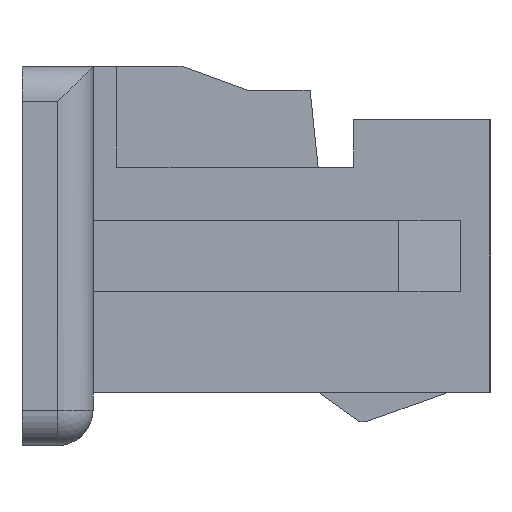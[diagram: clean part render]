
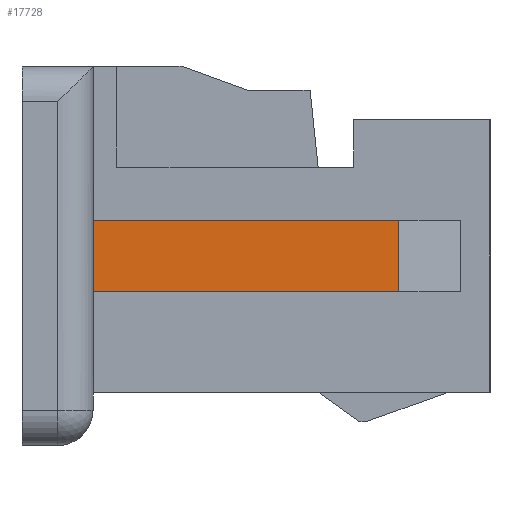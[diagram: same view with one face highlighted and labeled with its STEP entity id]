
A CAD part, left-side view. The second image highlights one B-rep face of the part: STEP entity #17728.
In plain terms, the highlighted planar face has unit normal (-1, 0, 0).
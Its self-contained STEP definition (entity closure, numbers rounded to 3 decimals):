
#14077 = PLANE('',#14078);
#14078 = AXIS2_PLACEMENT_3D('',#14079,#14080,#14081);
#14079 = CARTESIAN_POINT('',(7.1,1.375,-1.6));
#14080 = DIRECTION('',(0.,-1.,0.));
#14081 = DIRECTION('',(1.,0.,0.));
#15694 = VERTEX_POINT('',#15695);
#15695 = CARTESIAN_POINT('',(-7.4,1.375,0.3));
#15709 = PLANE('',#15710);
#15710 = AXIS2_PLACEMENT_3D('',#15711,#15712,#15713);
#15711 = CARTESIAN_POINT('',(0.,0.,0.3));
#15712 = DIRECTION('',(0.,0.,1.));
#15713 = DIRECTION('',(1.,0.,0.));
#15721 = EDGE_CURVE('',#15722,#15694,#15724,.T.);
#15722 = VERTEX_POINT('',#15723);
#15723 = CARTESIAN_POINT('',(-7.4,1.375,-0.3));
#15724 = SURFACE_CURVE('',#15725,(#15729,#15736),.PCURVE_S1.);
#15725 = LINE('',#15726,#15727);
#15726 = CARTESIAN_POINT('',(-7.4,1.375,-0.3));
#15727 = VECTOR('',#15728,1.);
#15728 = DIRECTION('',(0.,0.,1.));
#15729 = PCURVE('',#14077,#15730);
#15730 = DEFINITIONAL_REPRESENTATION('',(#15731),#15735);
#15731 = LINE('',#15732,#15733);
#15732 = CARTESIAN_POINT('',(-14.5,1.3));
#15733 = VECTOR('',#15734,1.);
#15734 = DIRECTION('',(0.,1.));
#15735 = ( GEOMETRIC_REPRESENTATION_CONTEXT(2) 
PARAMETRIC_REPRESENTATION_CONTEXT() REPRESENTATION_CONTEXT('2D SPACE',''
  ) );
#15736 = PCURVE('',#15737,#15742);
#15737 = PLANE('',#15738);
#15738 = AXIS2_PLACEMENT_3D('',#15739,#15740,#15741);
#15739 = CARTESIAN_POINT('',(-7.4,1.375,-0.3));
#15740 = DIRECTION('',(-1.,0.,0.));
#15741 = DIRECTION('',(0.,-1.,0.));
#15742 = DEFINITIONAL_REPRESENTATION('',(#15743),#15747);
#15743 = LINE('',#15744,#15745);
#15744 = CARTESIAN_POINT('',(0.,0.));
#15745 = VECTOR('',#15746,1.);
#15746 = DIRECTION('',(0.,1.));
#15747 = ( GEOMETRIC_REPRESENTATION_CONTEXT(2) 
PARAMETRIC_REPRESENTATION_CONTEXT() REPRESENTATION_CONTEXT('2D SPACE',''
  ) );
#15765 = PLANE('',#15766);
#15766 = AXIS2_PLACEMENT_3D('',#15767,#15768,#15769);
#15767 = CARTESIAN_POINT('',(0.,0.,-0.3));
#15768 = DIRECTION('',(0.,0.,1.));
#15769 = DIRECTION('',(1.,0.,0.));
#16316 = PLANE('',#16317);
#16317 = AXIS2_PLACEMENT_3D('',#16318,#16319,#16320);
#16318 = CARTESIAN_POINT('',(-7.4,-1.205,-0.3));
#16319 = DIRECTION('',(-0.866,-0.5,0.));
#16320 = DIRECTION('',(0.5,-0.866,0.));
#17511 = VERTEX_POINT('',#17512);
#17512 = CARTESIAN_POINT('',(-7.4,-1.205,0.3));
#17533 = EDGE_CURVE('',#15694,#17511,#17534,.T.);
#17534 = SURFACE_CURVE('',#17535,(#17539,#17546),.PCURVE_S1.);
#17535 = LINE('',#17536,#17537);
#17536 = CARTESIAN_POINT('',(-7.4,1.375,0.3));
#17537 = VECTOR('',#17538,1.);
#17538 = DIRECTION('',(0.,-1.,0.));
#17539 = PCURVE('',#15709,#17540);
#17540 = DEFINITIONAL_REPRESENTATION('',(#17541),#17545);
#17541 = LINE('',#17542,#17543);
#17542 = CARTESIAN_POINT('',(-7.4,1.375));
#17543 = VECTOR('',#17544,1.);
#17544 = DIRECTION('',(0.,-1.));
#17545 = ( GEOMETRIC_REPRESENTATION_CONTEXT(2) 
PARAMETRIC_REPRESENTATION_CONTEXT() REPRESENTATION_CONTEXT('2D SPACE',''
  ) );
#17546 = PCURVE('',#15737,#17547);
#17547 = DEFINITIONAL_REPRESENTATION('',(#17548),#17552);
#17548 = LINE('',#17549,#17550);
#17549 = CARTESIAN_POINT('',(0.,0.6));
#17550 = VECTOR('',#17551,1.);
#17551 = DIRECTION('',(1.,0.));
#17552 = ( GEOMETRIC_REPRESENTATION_CONTEXT(2) 
PARAMETRIC_REPRESENTATION_CONTEXT() REPRESENTATION_CONTEXT('2D SPACE',''
  ) );
#17609 = VERTEX_POINT('',#17610);
#17610 = CARTESIAN_POINT('',(-7.4,-1.205,-0.3));
#17631 = EDGE_CURVE('',#17609,#17511,#17632,.T.);
#17632 = SURFACE_CURVE('',#17633,(#17637,#17644),.PCURVE_S1.);
#17633 = LINE('',#17634,#17635);
#17634 = CARTESIAN_POINT('',(-7.4,-1.205,-0.3));
#17635 = VECTOR('',#17636,1.);
#17636 = DIRECTION('',(0.,0.,1.));
#17637 = PCURVE('',#16316,#17638);
#17638 = DEFINITIONAL_REPRESENTATION('',(#17639),#17643);
#17639 = LINE('',#17640,#17641);
#17640 = CARTESIAN_POINT('',(0.,0.));
#17641 = VECTOR('',#17642,1.);
#17642 = DIRECTION('',(0.,1.));
#17643 = ( GEOMETRIC_REPRESENTATION_CONTEXT(2) 
PARAMETRIC_REPRESENTATION_CONTEXT() REPRESENTATION_CONTEXT('2D SPACE',''
  ) );
#17644 = PCURVE('',#15737,#17645);
#17645 = DEFINITIONAL_REPRESENTATION('',(#17646),#17650);
#17646 = LINE('',#17647,#17648);
#17647 = CARTESIAN_POINT('',(2.58,0.));
#17648 = VECTOR('',#17649,1.);
#17649 = DIRECTION('',(0.,1.));
#17650 = ( GEOMETRIC_REPRESENTATION_CONTEXT(2) 
PARAMETRIC_REPRESENTATION_CONTEXT() REPRESENTATION_CONTEXT('2D SPACE',''
  ) );
#17658 = EDGE_CURVE('',#15722,#17609,#17659,.T.);
#17659 = SURFACE_CURVE('',#17660,(#17664,#17671),.PCURVE_S1.);
#17660 = LINE('',#17661,#17662);
#17661 = CARTESIAN_POINT('',(-7.4,1.375,-0.3));
#17662 = VECTOR('',#17663,1.);
#17663 = DIRECTION('',(0.,-1.,0.));
#17664 = PCURVE('',#15765,#17665);
#17665 = DEFINITIONAL_REPRESENTATION('',(#17666),#17670);
#17666 = LINE('',#17667,#17668);
#17667 = CARTESIAN_POINT('',(-7.4,1.375));
#17668 = VECTOR('',#17669,1.);
#17669 = DIRECTION('',(0.,-1.));
#17670 = ( GEOMETRIC_REPRESENTATION_CONTEXT(2) 
PARAMETRIC_REPRESENTATION_CONTEXT() REPRESENTATION_CONTEXT('2D SPACE',''
  ) );
#17671 = PCURVE('',#15737,#17672);
#17672 = DEFINITIONAL_REPRESENTATION('',(#17673),#17677);
#17673 = LINE('',#17674,#17675);
#17674 = CARTESIAN_POINT('',(0.,0.));
#17675 = VECTOR('',#17676,1.);
#17676 = DIRECTION('',(1.,0.));
#17677 = ( GEOMETRIC_REPRESENTATION_CONTEXT(2) 
PARAMETRIC_REPRESENTATION_CONTEXT() REPRESENTATION_CONTEXT('2D SPACE',''
  ) );
#17728 = ADVANCED_FACE('',(#17729),#15737,.T.);
#17729 = FACE_BOUND('',#17730,.F.);
#17730 = EDGE_LOOP('',(#17731,#17732,#17733,#17734));
#17731 = ORIENTED_EDGE('',*,*,#17658,.F.);
#17732 = ORIENTED_EDGE('',*,*,#15721,.T.);
#17733 = ORIENTED_EDGE('',*,*,#17533,.T.);
#17734 = ORIENTED_EDGE('',*,*,#17631,.F.);
